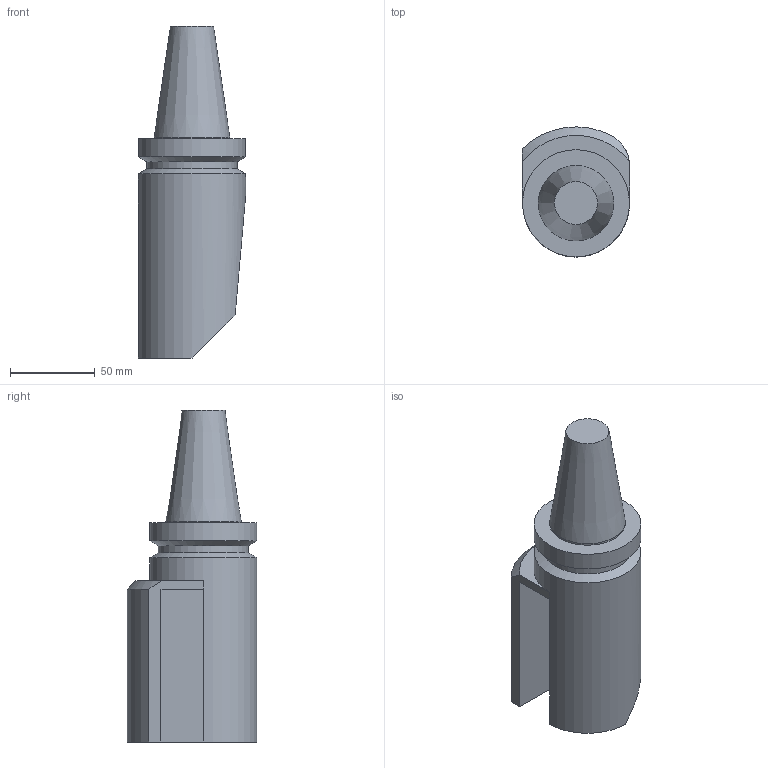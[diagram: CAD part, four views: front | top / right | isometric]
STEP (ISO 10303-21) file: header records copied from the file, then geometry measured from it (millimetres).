
FILE_DESCRIPTION((''),'1');
FILE_NAME('BBT40M-180-BH25L-130.stp','2017-05-02T05:34:34',(''),(''),'Spatial Interop R21 SP3','Kubotek KeyCreator 2011 V10.0.2 (22737)',' ');
FILE_SCHEMA(('automotive_design'));
Length unit declared in the file: millimetre
Products named in the file (1): 240[2]
Bounding box: 63 x 76.5 x 195.4 mm (x, y, z)
Volume: 462805.2 mm3; surface area: 46572.3 mm2
Topology: 1 solids, 1 shells, 21 faces, 49 edges, 31 vertices
Faces by surface type: plane 11, cylinder 6, cone 4
Full cylindrical faces by diameter (mm): 44.45 x1, 53 x1, 63 x2
Entity records: 1037 total; most frequent: CARTESIAN_POINT 104, DIRECTION 101, PRESENTATION_STYLE_ASSIGNMENT 84, COLOUR_RGB 84, ORIENTED_EDGE 80, STYLED_ITEM 62, CURVE_STYLE 62, DRAUGHTING_PRE_DEFINED_CURVE_FONT 62
